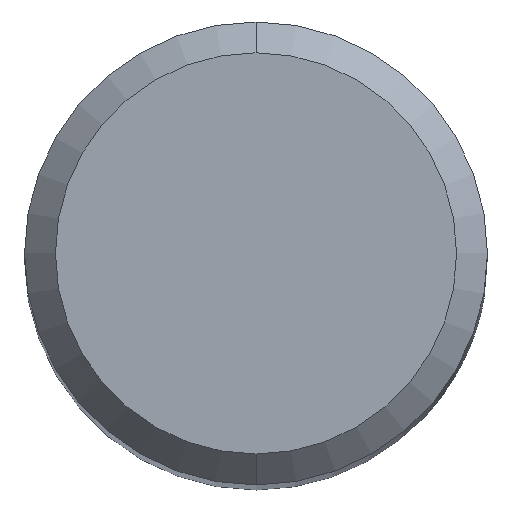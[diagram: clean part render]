
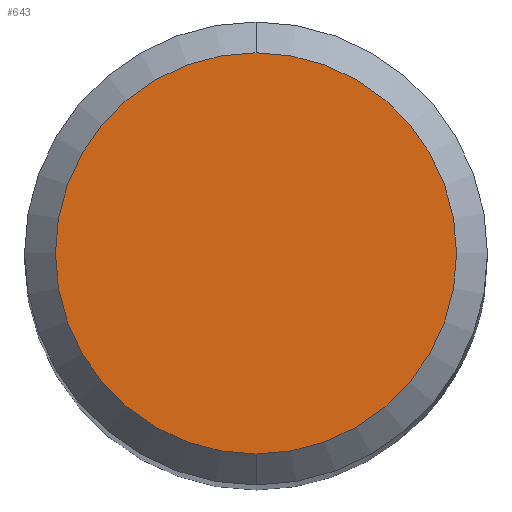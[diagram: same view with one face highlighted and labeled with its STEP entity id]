
A CAD part, top view. The second image highlights one B-rep face of the part: STEP entity #643.
In plain terms, the highlighted planar face has unit normal (0, 0, 1).
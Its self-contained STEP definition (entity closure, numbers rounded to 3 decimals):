
#331=EDGE_CURVE('',#501,#491,#903,.T.);
#447=EDGE_CURVE('',#491,#501,#1027,.T.);
#491=VERTEX_POINT('',#1075);
#501=VERTEX_POINT('',#1087);
#643=ADVANCED_FACE('',(#1247),#1248,.T.);
#903=CIRCLE('',#1570,2.6);
#1027=CIRCLE('',#1935,2.6);
#1075=CARTESIAN_POINT('',(0.,-2.6,0.0));
#1087=CARTESIAN_POINT('',(0.0,2.6,0.0));
#1247=FACE_OUTER_BOUND('',#2957,.T.);
#1248=PLANE('',#2958);
#1570=AXIS2_PLACEMENT_3D('',#5069,#5070,#5071);
#1935=AXIS2_PLACEMENT_3D('',#5211,#5212,#5213);
#2957=EDGE_LOOP('',(#5477,#5478));
#2958=AXIS2_PLACEMENT_3D('',#5479,#5480,#5481);
#5069=CARTESIAN_POINT('',(0.0,0.0,0.0));
#5070=DIRECTION('',(0.0,0.0,-1.0));
#5071=DIRECTION('',(0.0,1.0,0.0));
#5211=CARTESIAN_POINT('',(0.0,0.0,0.0));
#5212=DIRECTION('',(0.0,0.0,-1.0));
#5213=DIRECTION('',(0.0,1.0,0.0));
#5477=ORIENTED_EDGE('',*,*,#331,.F.);
#5478=ORIENTED_EDGE('',*,*,#447,.F.);
#5479=CARTESIAN_POINT('',(0.0,1.3,0.0));
#5480=DIRECTION('',(-0.0,0.0,1.0));
#5481=DIRECTION('',(0.0,-1.0,0.0));
